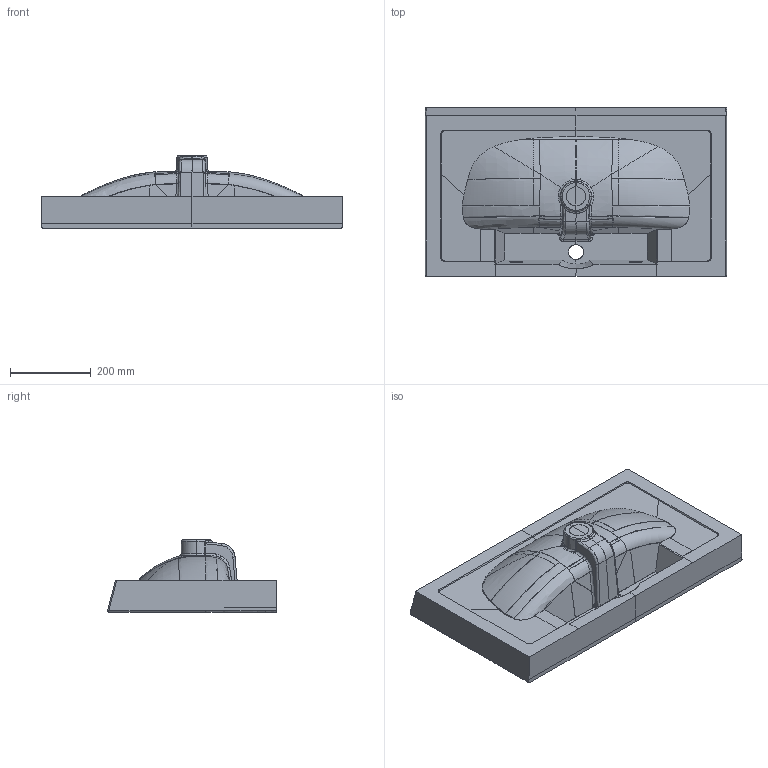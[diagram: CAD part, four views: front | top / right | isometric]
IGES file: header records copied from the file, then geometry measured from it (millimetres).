
Start section: START RECORD GO HERE.
Global section: file name:SET UP 71.igs; native system: Rhinoceros ( Jan 18 2007 ); preprocessor: Trout Lake IGES 012 Jan 18 2007; date: 151001.151839; units: millimetre
Bounding box: 746.7 x 418.31 x 178.68 mm (x, y, z)
Surface area: 1061287.6 mm2 (no closed solid volume)
Topology: 0 solids, 0 shells, 269 faces, 5780 edges, 5760 vertices
Faces by surface type: bspline 269
